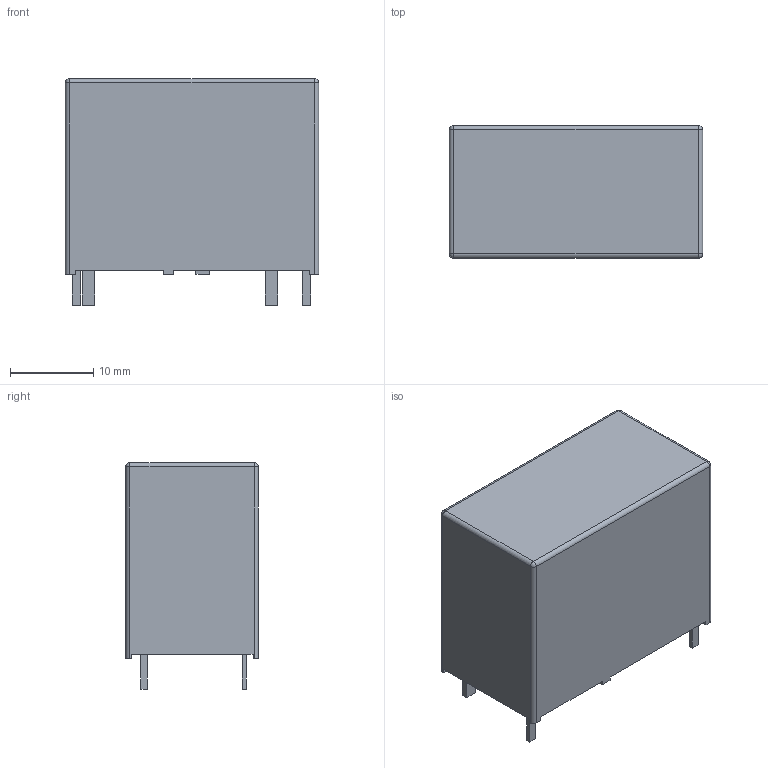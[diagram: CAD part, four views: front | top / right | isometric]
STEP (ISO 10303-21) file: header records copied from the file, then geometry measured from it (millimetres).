
FILE_DESCRIPTION (( 'STEP AP214' ), '1' );
FILE_NAME ('RELAY-TH_CMP6-S-DC12V-P.step', '2022-07-09T13:04:54', ( '' ), ( '' ), 'SwSTEP 2.0', 'SolidWorks 2020', '' );
FILE_SCHEMA (( 'AUTOMOTIVE_DESIGN' ));
Length unit declared in the file: millimetre
Products named in the file (1): RELAY-TH_CMP6-S-DC12V-P
Bounding box: 30.4 x 15.91 x 27.2 mm (x, y, z)
Volume: 11123.9 mm3; surface area: 3138.7 mm2
Topology: 1 solids, 1 shells, 341 faces, 919 edges, 606 vertices
Faces by surface type: plane 217, bspline 112, cylinder 8, sphere 4
Entity records: 14679 total; most frequent: CARTESIAN_POINT 3967, ORIENTED_EDGE 1830, DIRECTION 1163, EDGE_CURVE 915, VECTOR 671, LINE 671, VERTEX_POINT 606, EDGE_LOOP 371
